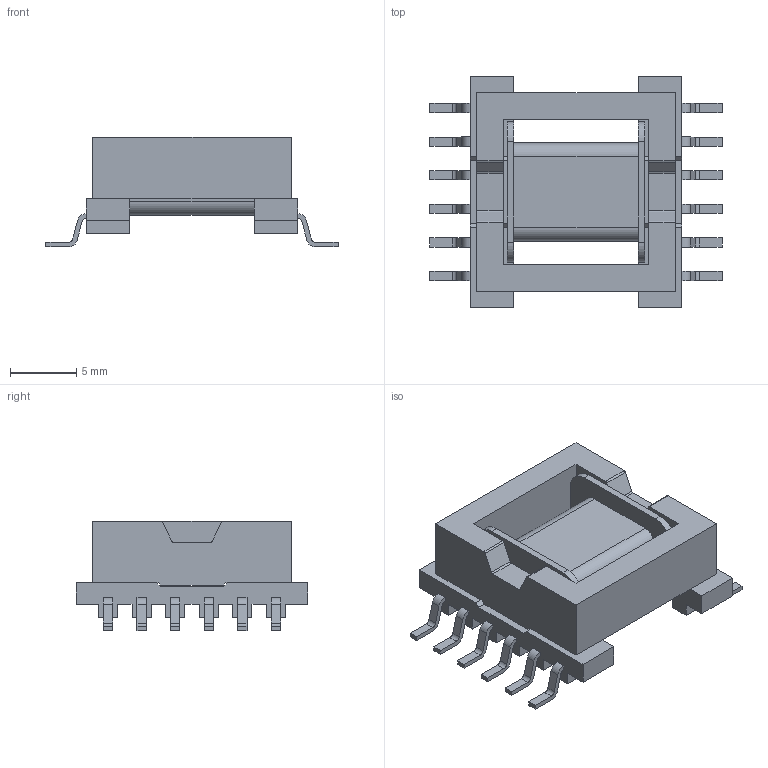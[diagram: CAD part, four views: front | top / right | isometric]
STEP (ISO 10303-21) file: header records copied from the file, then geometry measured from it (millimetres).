
FILE_DESCRIPTION(/* description */ ('Unknown'),/* implementation_level */ '2;1');
FILE_NAME(/* name */ 'T_Wurth_WE-PoE-EFD15',/* time_stamp */ '2025-10-22T10:20:00+08:00',/* author */ ('Unknown'),/* organization */ ('Unknown'),/* preprocessor_version */ 'ST-DEVELOPER v19.4',/* originating_system */ 'Solid Edge',/* authorisation */ 'Unknown');
FILE_SCHEMA (('AUTOMOTIVE_DESIGN {1 0 10303 214 3 1 1}'));
Length unit declared in the file: millimetre
Products named in the file (2): T_Wurth_WE-PoE-EFD15
Assembly tree (1 placements, depth 2):
  T_Wurth_WE-PoE-EFD15
    T_Wurth_WE-PoE-EFD15
Bounding box: 22.1 x 17.5 x 8.3 mm (x, y, z)
Volume: 1045.6 mm3; surface area: 1846.6 mm2
Topology: 1 solids, 1 shells, 314 faces, 902 edges, 592 vertices
Faces by surface type: plane 230, cylinder 84
Entity records: 12455 total; most frequent: CARTESIAN_POINT 1810, ORIENTED_EDGE 1804, DIRECTION 1706, EDGE_CURVE 902, LINE 730, VECTOR 730, VERTEX_POINT 592, AXIS2_PLACEMENT_3D 488
